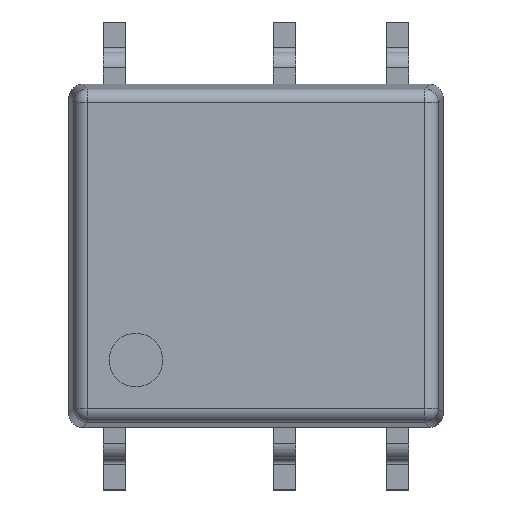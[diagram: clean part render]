
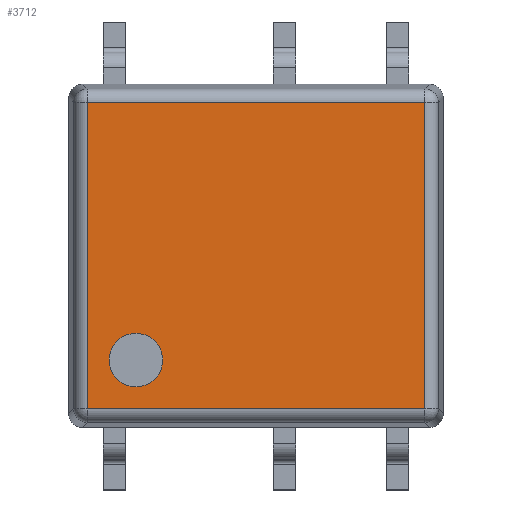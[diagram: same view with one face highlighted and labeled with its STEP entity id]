
A CAD part, top view. The second image highlights one B-rep face of the part: STEP entity #3712.
In plain terms, the highlighted planar face has unit normal (0, 0, 1).
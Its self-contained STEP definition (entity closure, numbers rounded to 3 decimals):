
#121=FACE_BOUND('',#770,.T.);
#371=CIRCLE('',#4110,0.6);
#549=FACE_OUTER_BOUND('',#769,.T.);
#769=EDGE_LOOP('',(#3091,#3092,#3093,#3094));
#770=EDGE_LOOP('',(#3095));
#1057=LINE('',#6489,#1392);
#1059=LINE('',#6497,#1394);
#1061=LINE('',#6507,#1396);
#1063=LINE('',#6516,#1398);
#1392=VECTOR('',#4964,10.);
#1394=VECTOR('',#4972,10.);
#1396=VECTOR('',#4984,10.);
#1398=VECTOR('',#4996,10.);
#1753=VERTEX_POINT('',#6486);
#1754=VERTEX_POINT('',#6488);
#1757=VERTEX_POINT('',#6496);
#1760=VERTEX_POINT('',#6506);
#1767=VERTEX_POINT('',#6540);
#2217=EDGE_CURVE('',#1753,#1754,#1057,.T.);
#2221=EDGE_CURVE('',#1754,#1757,#1059,.T.);
#2226=EDGE_CURVE('',#1757,#1760,#1061,.T.);
#2231=EDGE_CURVE('',#1760,#1753,#1063,.T.);
#2244=EDGE_CURVE('',#1767,#1767,#371,.T.);
#3091=ORIENTED_EDGE('',*,*,#2217,.F.);
#3092=ORIENTED_EDGE('',*,*,#2231,.F.);
#3093=ORIENTED_EDGE('',*,*,#2226,.F.);
#3094=ORIENTED_EDGE('',*,*,#2221,.F.);
#3095=ORIENTED_EDGE('',*,*,#2244,.T.);
#3523=PLANE('',#4109);
#3712=ADVANCED_FACE('',(#549,#121),#3523,.T.);
#4109=AXIS2_PLACEMENT_3D('',#6539,#5025,#5026);
#4110=AXIS2_PLACEMENT_3D('',#6541,#5027,#5028);
#4964=DIRECTION('',(1.,0.,0.));
#4972=DIRECTION('',(0.,-1.,0.));
#4984=DIRECTION('',(-1.,0.,0.));
#4996=DIRECTION('',(0.,1.,0.));
#5025=DIRECTION('center_axis',(0.,0.,1.));
#5026=DIRECTION('ref_axis',(1.,0.,0.));
#5027=DIRECTION('center_axis',(0.,0.,-1.));
#5028=DIRECTION('ref_axis',(-1.,0.,0.));
#6486=CARTESIAN_POINT('',(-3.781,3.431,2.37));
#6488=CARTESIAN_POINT('',(3.781,3.431,2.37));
#6489=CARTESIAN_POINT('',(-2.095,3.431,2.37));
#6496=CARTESIAN_POINT('',(3.781,-3.431,2.37));
#6497=CARTESIAN_POINT('',(3.781,1.92,2.37));
#6506=CARTESIAN_POINT('',(-3.781,-3.431,2.37));
#6507=CARTESIAN_POINT('',(2.095,-3.431,2.37));
#6516=CARTESIAN_POINT('',(-3.781,-1.92,2.37));
#6539=CARTESIAN_POINT('Origin',(0.,0.,2.37));
#6540=CARTESIAN_POINT('',(-2.09,-2.34,2.37));
#6541=CARTESIAN_POINT('Origin',(-2.69,-2.34,2.37));
